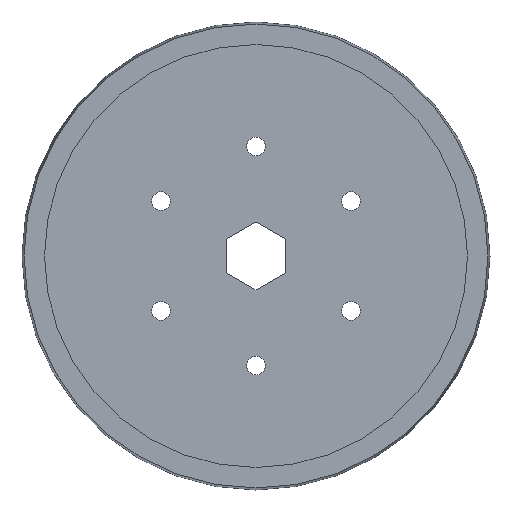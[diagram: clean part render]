
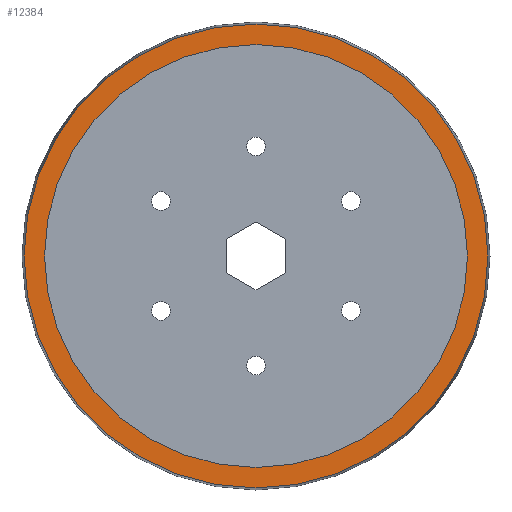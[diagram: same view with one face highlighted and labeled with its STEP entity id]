
A CAD part, left-side view. The second image highlights one B-rep face of the part: STEP entity #12384.
In plain terms, the highlighted planar face has unit normal (-1, 0, 0).
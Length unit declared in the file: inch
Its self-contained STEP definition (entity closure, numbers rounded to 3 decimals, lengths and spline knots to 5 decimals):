
#3639 = AXIS2_PLACEMENT_3D ( 'NONE', #11410, #11324, #11065 ) ;
#8495 = FACE_OUTER_BOUND ( 'NONE', #15987, .T. ) ;
#9059 = FACE_BOUND ( 'NONE', #16000, .T. ) ;
#9159 = CARTESIAN_POINT ( 'NONE',  ( -0.54819, 0., 0. ) ) ;
#9214 = CARTESIAN_POINT ( 'NONE',  ( -0.54819, 0., 0. ) ) ;
#9224 = DIRECTION ( 'NONE',  ( -1., 0., 0. ) ) ;
#9317 = DIRECTION ( 'NONE',  ( 0., 0., 1. ) ) ;
#9578 = DIRECTION ( 'NONE',  ( 0., 0., 1. ) ) ;
#9581 = CARTESIAN_POINT ( 'NONE',  ( -0.54819, 0., 0. ) ) ;
#9606 = DIRECTION ( 'NONE',  ( 0., 0., 1. ) ) ;
#9607 = DIRECTION ( 'NONE',  ( -1., 0., 0. ) ) ;
#9641 = DIRECTION ( 'NONE',  ( 0., 0., 1. ) ) ;
#9642 = CARTESIAN_POINT ( 'NONE',  ( -0.54819, 0., 0. ) ) ;
#9680 = DIRECTION ( 'NONE',  ( -1., 0., 0. ) ) ;
#9780 = DIRECTION ( 'NONE',  ( -1., 0., 0. ) ) ;
#9966 = EDGE_CURVE ( 'NONE', #14107, #14098, #18676, .T. ) ;
#9997 = EDGE_CURVE ( 'NONE', #14195, #14157, #18635, .T. ) ;
#10020 = EDGE_CURVE ( 'NONE', #14157, #14195, #18641, .T. ) ;
#10390 = EDGE_CURVE ( 'NONE', #14098, #14107, #18848, .T. ) ;
#11065 = DIRECTION ( 'NONE',  ( 0., 0., -1. ) ) ;
#11254 = PLANE ( 'NONE',  #3639 ) ;
#11324 = DIRECTION ( 'NONE',  ( 1., 0., 0. ) ) ;
#11410 = CARTESIAN_POINT ( 'NONE',  ( -0.54819, 1.80754, 0. ) ) ;
#12384 = ADVANCED_FACE ( 'NONE', ( #9059, #8495 ), #11254, .F. ) ;
#14098 = VERTEX_POINT ( 'NONE', #28136 ) ;
#14107 = VERTEX_POINT ( 'NONE', #28127 ) ;
#14157 = VERTEX_POINT ( 'NONE', #28074 ) ;
#14195 = VERTEX_POINT ( 'NONE', #28035 ) ;
#15987 = EDGE_LOOP ( 'NONE', ( #16287, #16568 ) ) ;
#16000 = EDGE_LOOP ( 'NONE', ( #16657, #16290 ) ) ;
#16287 = ORIENTED_EDGE ( 'NONE', *, *, #9966, .T. ) ;
#16290 = ORIENTED_EDGE ( 'NONE', *, *, #10020, .F. ) ;
#16568 = ORIENTED_EDGE ( 'NONE', *, *, #10390, .T. ) ;
#16657 = ORIENTED_EDGE ( 'NONE', *, *, #9997, .F. ) ;
#18635 = CIRCLE ( 'NONE', #28518, 1.80754 ) ;
#18641 = CIRCLE ( 'NONE', #29101, 1.80754 ) ;
#18676 = CIRCLE ( 'NONE', #28794, 1.98254 ) ;
#18848 = CIRCLE ( 'NONE', #29117, 1.98254 ) ;
#28035 = CARTESIAN_POINT ( 'NONE',  ( -0.54819, 0., -1.80754 ) ) ;
#28074 = CARTESIAN_POINT ( 'NONE',  ( -0.54819, 0., 1.80754 ) ) ;
#28127 = CARTESIAN_POINT ( 'NONE',  ( -0.54819, 0., -1.98254 ) ) ;
#28136 = CARTESIAN_POINT ( 'NONE',  ( -0.54819, 0., 1.98254 ) ) ;
#28518 = AXIS2_PLACEMENT_3D ( 'NONE', #9214, #9780, #9317 ) ;
#28794 = AXIS2_PLACEMENT_3D ( 'NONE', #9581, #9680, #9578 ) ;
#29101 = AXIS2_PLACEMENT_3D ( 'NONE', #9159, #9224, #9641 ) ;
#29117 = AXIS2_PLACEMENT_3D ( 'NONE', #9642, #9607, #9606 ) ;
